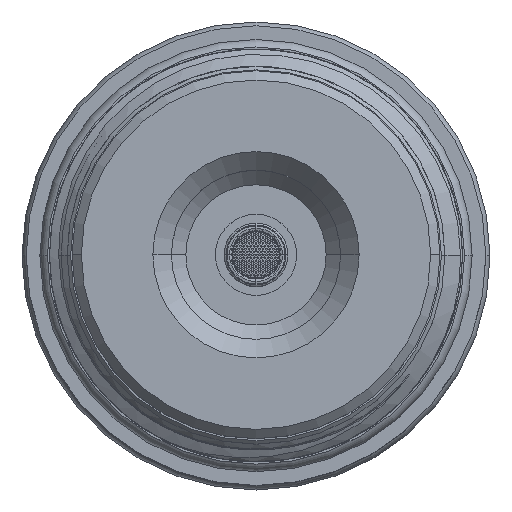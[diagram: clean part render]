
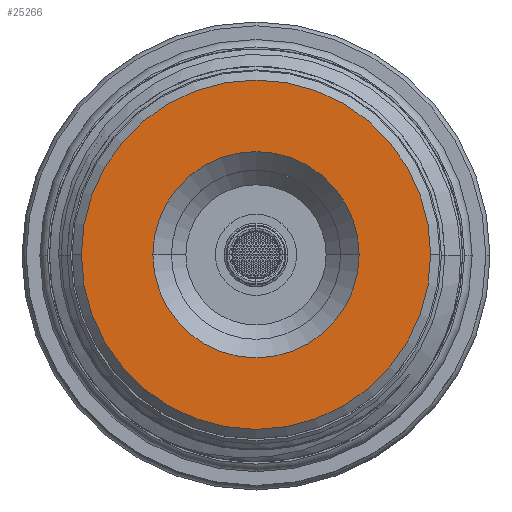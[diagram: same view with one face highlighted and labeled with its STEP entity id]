
A CAD part, top view. The second image highlights one B-rep face of the part: STEP entity #25266.
In plain terms, the highlighted planar face has unit normal (0, 0, 1).
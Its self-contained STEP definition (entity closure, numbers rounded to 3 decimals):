
#408 = DIRECTION ( 'NONE',  ( 1., 0., 0. ) ) ;
#530 = DIRECTION ( 'NONE',  ( 0., 0., 1. ) ) ;
#588 = CARTESIAN_POINT ( 'NONE',  ( 0., 0., 108.85 ) ) ;
#1938 = VERTEX_POINT ( 'NONE', #11463 ) ;
#2623 = EDGE_CURVE ( 'NONE', #21546, #1938, #38043, .T. ) ;
#6361 = AXIS2_PLACEMENT_3D ( 'NONE', #55122, #37618, #33874 ) ;
#6713 = EDGE_LOOP ( 'NONE', ( #9231, #53573 ) ) ;
#7998 = DIRECTION ( 'NONE',  ( 0., 0., -1. ) ) ;
#9231 = ORIENTED_EDGE ( 'NONE', *, *, #30264, .F. ) ;
#9802 = EDGE_CURVE ( 'NONE', #1938, #21546, #20409, .T. ) ;
#11463 = CARTESIAN_POINT ( 'NONE',  ( 15.075, 0., 108.85 ) ) ;
#11760 = AXIS2_PLACEMENT_3D ( 'NONE', #21833, #530, #34702 ) ;
#13794 = PLANE ( 'NONE',  #11760 ) ;
#15432 = AXIS2_PLACEMENT_3D ( 'NONE', #588, #48006, #408 ) ;
#16809 = ORIENTED_EDGE ( 'NONE', *, *, #9802, .F. ) ;
#17357 = CARTESIAN_POINT ( 'NONE',  ( -8.9, 0., 108.85 ) ) ;
#20409 = CIRCLE ( 'NONE', #24759, 15.075 ) ;
#20876 = DIRECTION ( 'NONE',  ( 0., 0., -1. ) ) ;
#21546 = VERTEX_POINT ( 'NONE', #44033 ) ;
#21833 = CARTESIAN_POINT ( 'NONE',  ( -15.075, 0., 108.85 ) ) ;
#24759 = AXIS2_PLACEMENT_3D ( 'NONE', #29289, #7998, #50892 ) ;
#25266 = ADVANCED_FACE ( 'NONE', ( #40519, #38556 ), #13794, .T. ) ;
#26919 = EDGE_LOOP ( 'NONE', ( #49214, #16809 ) ) ;
#29289 = CARTESIAN_POINT ( 'NONE',  ( 0., 0., 108.85 ) ) ;
#30264 = EDGE_CURVE ( 'NONE', #37951, #39898, #33736, .T. ) ;
#33736 = CIRCLE ( 'NONE', #15432, 8.9 ) ;
#33874 = DIRECTION ( 'NONE',  ( 1., 0., 0. ) ) ;
#34702 = DIRECTION ( 'NONE',  ( 1., 0., 0. ) ) ;
#37618 = DIRECTION ( 'NONE',  ( 0., 0., 1. ) ) ;
#37951 = VERTEX_POINT ( 'NONE', #45998 ) ;
#38043 = CIRCLE ( 'NONE', #41865, 15.075 ) ;
#38556 = FACE_BOUND ( 'NONE', #6713, .T. ) ;
#39898 = VERTEX_POINT ( 'NONE', #17357 ) ;
#40519 = FACE_OUTER_BOUND ( 'NONE', #26919, .T. ) ;
#41865 = AXIS2_PLACEMENT_3D ( 'NONE', #55376, #20876, #50894 ) ;
#44033 = CARTESIAN_POINT ( 'NONE',  ( -15.075, 0., 108.85 ) ) ;
#45998 = CARTESIAN_POINT ( 'NONE',  ( 8.9, 0., 108.85 ) ) ;
#48006 = DIRECTION ( 'NONE',  ( 0., 0., 1. ) ) ;
#49214 = ORIENTED_EDGE ( 'NONE', *, *, #2623, .F. ) ;
#50892 = DIRECTION ( 'NONE',  ( -1., 0., 0. ) ) ;
#50894 = DIRECTION ( 'NONE',  ( -1., 0., 0. ) ) ;
#53573 = ORIENTED_EDGE ( 'NONE', *, *, #53857, .F. ) ;
#53857 = EDGE_CURVE ( 'NONE', #39898, #37951, #55381, .T. ) ;
#55122 = CARTESIAN_POINT ( 'NONE',  ( 0., 0., 108.85 ) ) ;
#55376 = CARTESIAN_POINT ( 'NONE',  ( 0., 0., 108.85 ) ) ;
#55381 = CIRCLE ( 'NONE', #6361, 8.9 ) ;
